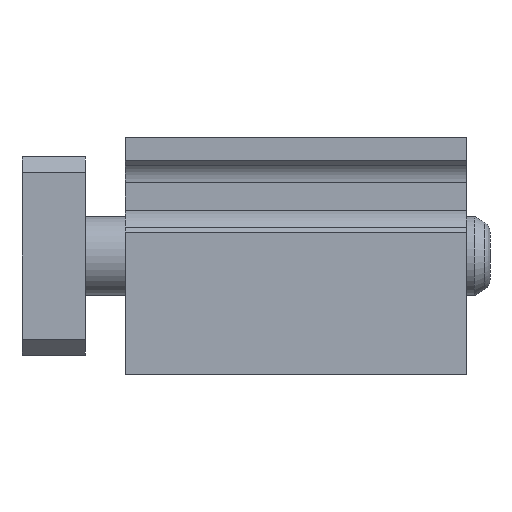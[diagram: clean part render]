
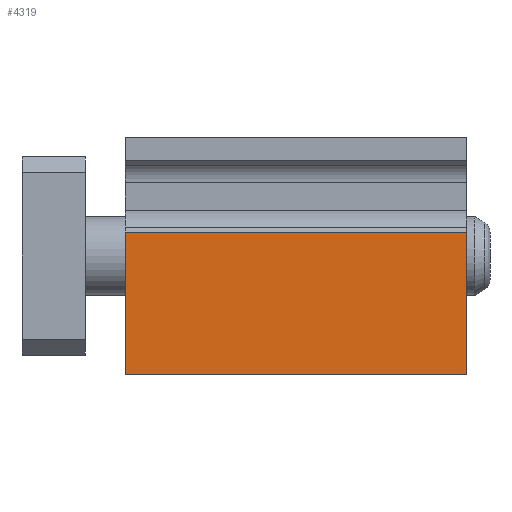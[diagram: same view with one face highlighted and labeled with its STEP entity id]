
A CAD part, front view. The second image highlights one B-rep face of the part: STEP entity #4319.
In plain terms, the highlighted planar face has unit normal (0, -1, 0).
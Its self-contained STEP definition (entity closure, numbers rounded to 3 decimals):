
#39 = LINE ( 'NONE', #7942, #4243 ) ;
#58 = EDGE_CURVE ( 'NONE', #4050, #3846, #39, .T. ) ;
#474 = LINE ( 'NONE', #1422, #7556 ) ;
#900 = DIRECTION ( 'NONE',  ( 0., 1., 0. ) ) ;
#1017 = CARTESIAN_POINT ( 'NONE',  ( 43., -34., 3. ) ) ;
#1422 = CARTESIAN_POINT ( 'NONE',  ( 0., -34., 3. ) ) ;
#2117 = ORIENTED_EDGE ( 'NONE', *, *, #58, .F. ) ;
#2559 = LINE ( 'NONE', #6650, #2721 ) ;
#2721 = VECTOR ( 'NONE', #5797, 1000. ) ;
#3846 = VERTEX_POINT ( 'NONE', #4408 ) ;
#4050 = VERTEX_POINT ( 'NONE', #7538 ) ;
#4090 = FACE_OUTER_BOUND ( 'NONE', #7933, .T. ) ;
#4243 = VECTOR ( 'NONE', #5615, 1000. ) ;
#4319 = ADVANCED_FACE ( 'NONE', ( #4090 ), #8159, .F. ) ;
#4408 = CARTESIAN_POINT ( 'NONE',  ( 0., -34., -15. ) ) ;
#4409 = DIRECTION ( 'NONE',  ( 0., 0., -1. ) ) ;
#4474 = EDGE_CURVE ( 'NONE', #6619, #4050, #6106, .T. ) ;
#4870 = EDGE_CURVE ( 'NONE', #5746, #3846, #474, .T. ) ;
#4991 = DIRECTION ( 'NONE',  ( 1., 0., 0. ) ) ;
#5057 = ORIENTED_EDGE ( 'NONE', *, *, #6671, .T. ) ;
#5163 = CARTESIAN_POINT ( 'NONE',  ( 0., -34., 3. ) ) ;
#5615 = DIRECTION ( 'NONE',  ( -1., 0., 0. ) ) ;
#5746 = VERTEX_POINT ( 'NONE', #5163 ) ;
#5787 = CARTESIAN_POINT ( 'NONE',  ( 43., -34., 3. ) ) ;
#5797 = DIRECTION ( 'NONE',  ( -1., 0., 0. ) ) ;
#6106 = LINE ( 'NONE', #9972, #9608 ) ;
#6619 = VERTEX_POINT ( 'NONE', #1017 ) ;
#6650 = CARTESIAN_POINT ( 'NONE',  ( 43., -34., 3. ) ) ;
#6671 = EDGE_CURVE ( 'NONE', #6619, #5746, #2559, .T. ) ;
#7534 = ORIENTED_EDGE ( 'NONE', *, *, #4870, .T. ) ;
#7538 = CARTESIAN_POINT ( 'NONE',  ( 43., -34., -15. ) ) ;
#7556 = VECTOR ( 'NONE', #8639, 1000. ) ;
#7933 = EDGE_LOOP ( 'NONE', ( #7534, #2117, #8975, #5057 ) ) ;
#7942 = CARTESIAN_POINT ( 'NONE',  ( 43., -34., -15. ) ) ;
#8159 = PLANE ( 'NONE',  #9441 ) ;
#8639 = DIRECTION ( 'NONE',  ( 0., 0., -1. ) ) ;
#8975 = ORIENTED_EDGE ( 'NONE', *, *, #4474, .F. ) ;
#9441 = AXIS2_PLACEMENT_3D ( 'NONE', #5787, #900, #4991 ) ;
#9608 = VECTOR ( 'NONE', #4409, 1000. ) ;
#9972 = CARTESIAN_POINT ( 'NONE',  ( 43., -34., 3. ) ) ;
